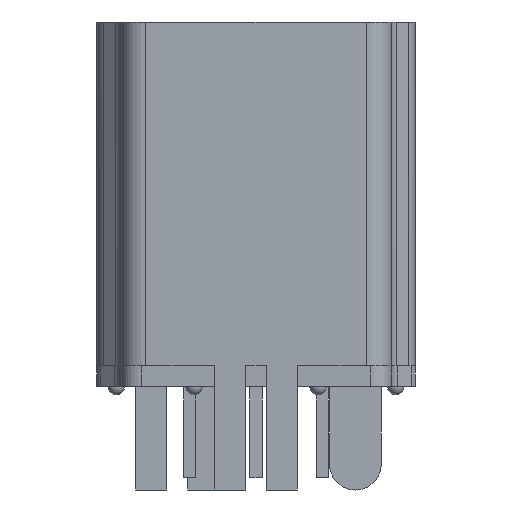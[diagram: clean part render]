
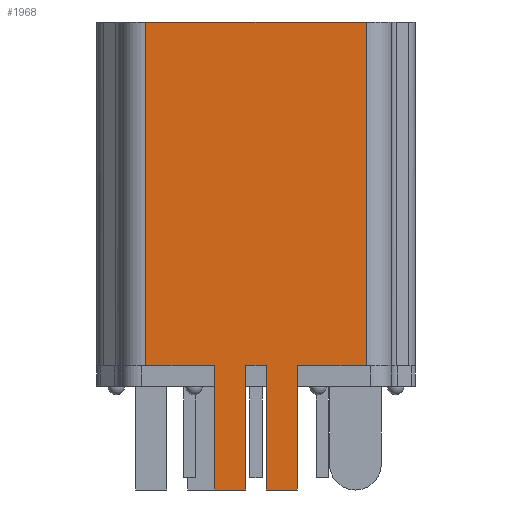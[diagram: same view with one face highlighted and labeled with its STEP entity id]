
A CAD part, front view. The second image highlights one B-rep face of the part: STEP entity #1968.
In plain terms, the highlighted planar face has unit normal (0, -1, 0).
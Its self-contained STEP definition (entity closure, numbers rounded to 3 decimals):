
#103 = VERTEX_POINT('',#104);
#104 = CARTESIAN_POINT('',(2.664,-1.95,9.));
#111 = EDGE_CURVE('',#103,#112,#114,.T.);
#112 = VERTEX_POINT('',#113);
#113 = CARTESIAN_POINT('',(-2.664,-1.95,9.));
#114 = LINE('',#115,#116);
#115 = CARTESIAN_POINT('',(2.664,-1.95,9.));
#116 = VECTOR('',#117,1.);
#117 = DIRECTION('',(-1.,0.,0.));
#960 = VERTEX_POINT('',#961);
#961 = CARTESIAN_POINT('',(0.25,-1.95,0.7));
#978 = VERTEX_POINT('',#979);
#979 = CARTESIAN_POINT('',(-0.25,-1.95,0.7));
#985 = EDGE_CURVE('',#960,#978,#986,.T.);
#986 = LINE('',#987,#988);
#987 = CARTESIAN_POINT('',(0.25,-1.95,0.7));
#988 = VECTOR('',#989,1.);
#989 = DIRECTION('',(-1.,0.,0.));
#1036 = VERTEX_POINT('',#1037);
#1037 = CARTESIAN_POINT('',(1.,-1.95,0.7));
#1043 = EDGE_CURVE('',#1044,#1036,#1046,.T.);
#1044 = VERTEX_POINT('',#1045);
#1045 = CARTESIAN_POINT('',(2.664,-1.95,0.7));
#1046 = LINE('',#1047,#1048);
#1047 = CARTESIAN_POINT('',(2.664,-1.95,0.7));
#1048 = VECTOR('',#1049,1.);
#1049 = DIRECTION('',(-1.,0.,0.));
#1244 = VERTEX_POINT('',#1245);
#1245 = CARTESIAN_POINT('',(-2.664,-1.95,0.7));
#1252 = EDGE_CURVE('',#1253,#1244,#1255,.T.);
#1253 = VERTEX_POINT('',#1254);
#1254 = CARTESIAN_POINT('',(-1.,-1.95,0.7));
#1255 = LINE('',#1256,#1257);
#1256 = CARTESIAN_POINT('',(-1.,-1.95,0.7));
#1257 = VECTOR('',#1258,1.);
#1258 = DIRECTION('',(-1.,0.,0.));
#1957 = EDGE_CURVE('',#1244,#112,#1958,.T.);
#1958 = LINE('',#1959,#1960);
#1959 = CARTESIAN_POINT('',(-2.664,-1.95,0.7));
#1960 = VECTOR('',#1961,1.);
#1961 = DIRECTION('',(0.,0.,1.));
#1968 = ADVANCED_FACE('',(#1969),#2026,.T.);
#1969 = FACE_BOUND('',#1970,.F.);
#1970 = EDGE_LOOP('',(#1971,#1972,#1980,#1988,#1994,#1995,#1996,#1997,
    #2003,#2004,#2012,#2020));
#1971 = ORIENTED_EDGE('',*,*,#985,.T.);
#1972 = ORIENTED_EDGE('',*,*,#1973,.F.);
#1973 = EDGE_CURVE('',#1974,#978,#1976,.T.);
#1974 = VERTEX_POINT('',#1975);
#1975 = CARTESIAN_POINT('',(-0.25,-1.95,-2.3));
#1976 = LINE('',#1977,#1978);
#1977 = CARTESIAN_POINT('',(-0.25,-1.95,-2.3));
#1978 = VECTOR('',#1979,1.);
#1979 = DIRECTION('',(0.,0.,1.));
#1980 = ORIENTED_EDGE('',*,*,#1981,.F.);
#1981 = EDGE_CURVE('',#1982,#1974,#1984,.T.);
#1982 = VERTEX_POINT('',#1983);
#1983 = CARTESIAN_POINT('',(-1.,-1.95,-2.3));
#1984 = LINE('',#1985,#1986);
#1985 = CARTESIAN_POINT('',(-1.,-1.95,-2.3));
#1986 = VECTOR('',#1987,1.);
#1987 = DIRECTION('',(1.,0.,0.));
#1988 = ORIENTED_EDGE('',*,*,#1989,.F.);
#1989 = EDGE_CURVE('',#1253,#1982,#1990,.T.);
#1990 = LINE('',#1991,#1992);
#1991 = CARTESIAN_POINT('',(-1.,-1.95,0.7));
#1992 = VECTOR('',#1993,1.);
#1993 = DIRECTION('',(0.,0.,-1.));
#1994 = ORIENTED_EDGE('',*,*,#1252,.T.);
#1995 = ORIENTED_EDGE('',*,*,#1957,.T.);
#1996 = ORIENTED_EDGE('',*,*,#111,.F.);
#1997 = ORIENTED_EDGE('',*,*,#1998,.F.);
#1998 = EDGE_CURVE('',#1044,#103,#1999,.T.);
#1999 = LINE('',#2000,#2001);
#2000 = CARTESIAN_POINT('',(2.664,-1.95,0.7));
#2001 = VECTOR('',#2002,1.);
#2002 = DIRECTION('',(0.,0.,1.));
#2003 = ORIENTED_EDGE('',*,*,#1043,.T.);
#2004 = ORIENTED_EDGE('',*,*,#2005,.F.);
#2005 = EDGE_CURVE('',#2006,#1036,#2008,.T.);
#2006 = VERTEX_POINT('',#2007);
#2007 = CARTESIAN_POINT('',(1.,-1.95,-2.3));
#2008 = LINE('',#2009,#2010);
#2009 = CARTESIAN_POINT('',(1.,-1.95,-2.3));
#2010 = VECTOR('',#2011,1.);
#2011 = DIRECTION('',(0.,0.,1.));
#2012 = ORIENTED_EDGE('',*,*,#2013,.F.);
#2013 = EDGE_CURVE('',#2014,#2006,#2016,.T.);
#2014 = VERTEX_POINT('',#2015);
#2015 = CARTESIAN_POINT('',(0.25,-1.95,-2.3));
#2016 = LINE('',#2017,#2018);
#2017 = CARTESIAN_POINT('',(0.25,-1.95,-2.3));
#2018 = VECTOR('',#2019,1.);
#2019 = DIRECTION('',(1.,0.,0.));
#2020 = ORIENTED_EDGE('',*,*,#2021,.F.);
#2021 = EDGE_CURVE('',#960,#2014,#2022,.T.);
#2022 = LINE('',#2023,#2024);
#2023 = CARTESIAN_POINT('',(0.25,-1.95,0.7));
#2024 = VECTOR('',#2025,1.);
#2025 = DIRECTION('',(0.,0.,-1.));
#2026 = PLANE('',#2027);
#2027 = AXIS2_PLACEMENT_3D('',#2028,#2029,#2030);
#2028 = CARTESIAN_POINT('',(-2.664,-1.95,9.));
#2029 = DIRECTION('',(0.,-1.,0.));
#2030 = DIRECTION('',(1.,0.,0.));
